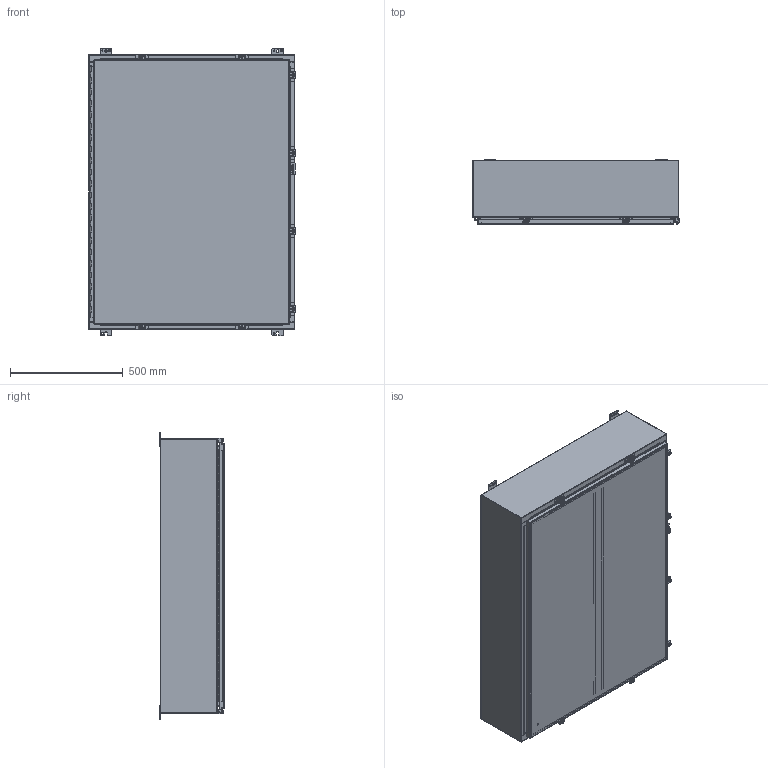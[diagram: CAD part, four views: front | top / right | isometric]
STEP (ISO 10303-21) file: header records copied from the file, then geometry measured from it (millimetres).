
FILE_DESCRIPTION (( 'STEP AP203' ), '1' );
FILE_NAME ('1418N4S16S10_Default.step', '2019-11-01T18:29:58', ( 'ADC123' ), ( 'Microsoft' ), 'SwSTEP 2.0', 'SolidWorks 2019', '' );
FILE_SCHEMA (( 'CONFIG_CONTROL_DESIGN' ));
Length unit declared in the file: inch
Products named in the file (1): 1418N4S16S10_Default
Bounding box: 916 x 288.93 x 1276.35 mm (x, y, z)
Volume: 9577498.4 mm3; surface area: 9828781 mm2
Topology: 66 solids, 67 shells, 2103 faces, 5533 edges, 3625 vertices
Faces by surface type: plane 1108, cylinder 853, bspline 134, cone 8
Entity records: 70502 total; most frequent: CARTESIAN_POINT 17894, ORIENTED_EDGE 11058, DIRECTION 10883, EDGE_CURVE 5529, AXIS2_PLACEMENT_3D 3720, VERTEX_POINT 3625, LINE 3443, VECTOR 3443
